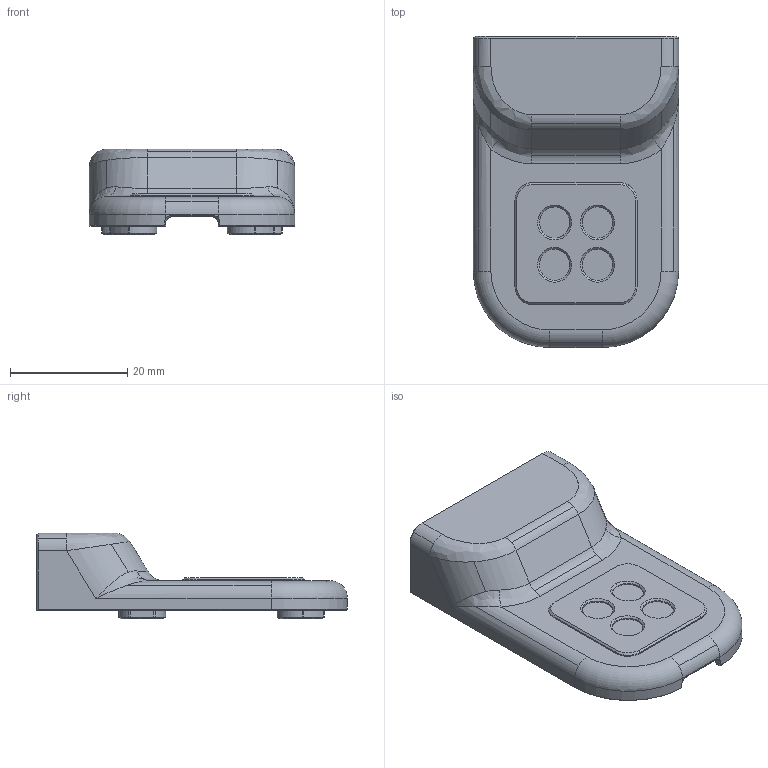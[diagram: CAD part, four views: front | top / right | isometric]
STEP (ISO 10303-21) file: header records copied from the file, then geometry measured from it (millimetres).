
FILE_DESCRIPTION(('CATIA V5 STEP Exchange'),'2;1');
FILE_NAME('usb-can_housing-lower_2.13_upper_SNa.stp','2021-08-15T21:23:34+00:00',('none'),('none'),'CATIA Version 5 Release 19 SP 2 (IN-10)','CATIA V5 STEP AP203','none');
FILE_SCHEMA(('CONFIG_CONTROL_DESIGN'));
Length unit declared in the file: millimetre
Products named in the file (1): housing_lower
Bounding box: 35 x 53 x 14.6 mm (x, y, z)
Volume: 5867.2 mm3; surface area: 5673.9 mm2
Topology: 1 solids, 1 shells, 339 faces, 820 edges, 484 vertices
Faces by surface type: plane 90, cylinder 87, bspline 86, cone 60, torus 16
Entity records: 24809 total; most frequent: CARTESIAN_POINT 17973, ORIENTED_EDGE 1624, DIRECTION 983, EDGE_CURVE 812, VERTEX_POINT 484, AXIS2_PLACEMENT_3D 423, EDGE_LOOP 348, ADVANCED_FACE 339
